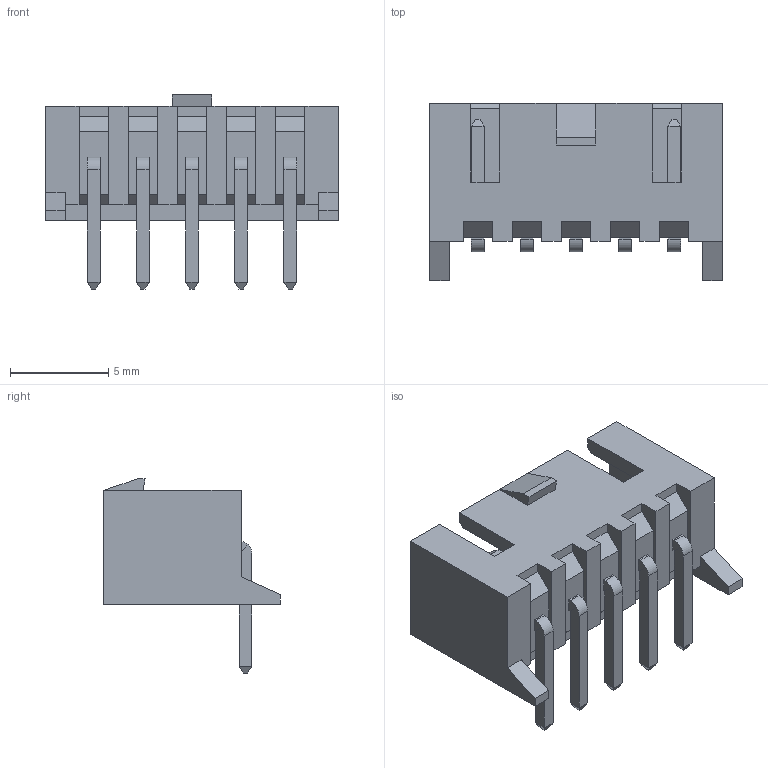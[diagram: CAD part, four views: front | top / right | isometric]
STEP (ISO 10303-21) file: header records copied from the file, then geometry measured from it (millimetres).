
FILE_DESCRIPTION (( 'STEP AP214' ), '1' );
FILE_NAME ('23704A94-1D76-4F65-8F8E-921B4AF94FF0.STEP', '2025-09-19T03:54:30', ( '' ), ( '' ), 'SwSTEP 2.0', 'SolidWorks 2022', '' );
FILE_SCHEMA (( 'AUTOMOTIVE_DESIGN' ));
Length unit declared in the file: millimetre
Products named in the file (1): 23704A94-1D76-4F65-8F8E-921B4AF94FF0
Bounding box: 14.9 x 9 x 9.89 mm (x, y, z)
Volume: 318 mm3; surface area: 784.9 mm2
Topology: 1 solids, 1 shells, 187 faces, 469 edges, 294 vertices
Faces by surface type: plane 182, cylinder 5
Entity records: 6241 total; most frequent: CARTESIAN_POINT 951, ORIENTED_EDGE 938, DIRECTION 865, EDGE_CURVE 469, LINE 449, VECTOR 449, VERTEX_POINT 294, AXIS2_PLACEMENT_3D 208
